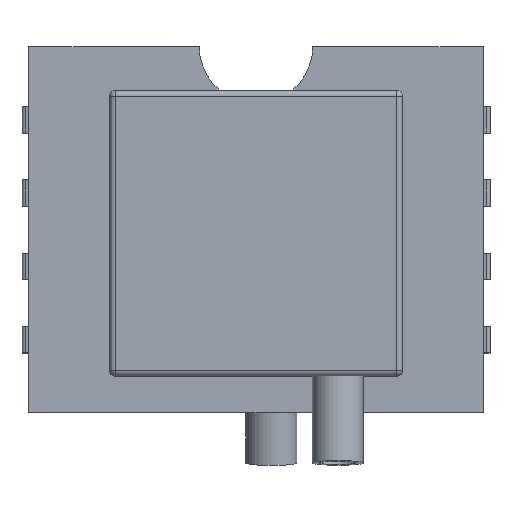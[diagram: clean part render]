
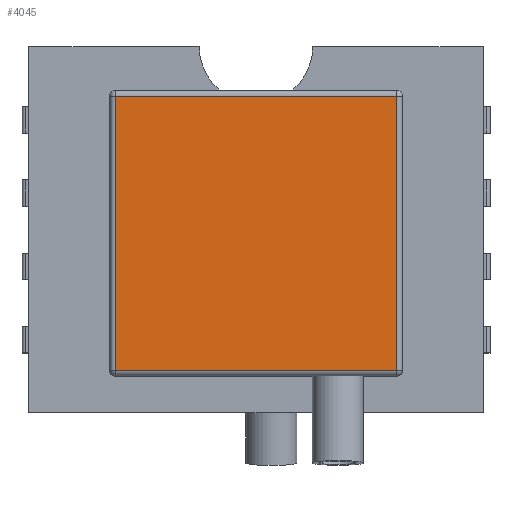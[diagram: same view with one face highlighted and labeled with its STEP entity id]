
A CAD part, top view. The second image highlights one B-rep face of the part: STEP entity #4045.
In plain terms, the highlighted planar face has unit normal (0, 0, 1).
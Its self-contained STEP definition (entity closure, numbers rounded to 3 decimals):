
#4006=CARTESIAN_POINT('',(0.,0.,8.594));
#4007=DIRECTION('',(0.,0.,1.));
#4008=DIRECTION('',(1.,0.,0.));
#4009=AXIS2_PLACEMENT_3D('',#4006,#4007,#4008);
#4010=PLANE('',#4009);
#4011=CARTESIAN_POINT('',(4.882,4.628,8.594));
#4012=VERTEX_POINT('',#4011);
#4013=CARTESIAN_POINT('',(-4.882,4.628,8.594));
#4014=VERTEX_POINT('',#4013);
#4015=CARTESIAN_POINT('',(4.882,4.628,8.594));
#4016=DIRECTION('',(-1.,-0.,0.));
#4017=VECTOR('',#4016,9.763);
#4018=LINE('',#4015,#4017);
#4019=EDGE_CURVE('',#4012,#4014,#4018,.T.);
#4020=ORIENTED_EDGE('',*,*,#4019,.T.);
#4021=CARTESIAN_POINT('',(-4.882,-4.882,8.594));
#4022=VERTEX_POINT('',#4021);
#4023=CARTESIAN_POINT('',(-4.882,4.628,8.594));
#4024=DIRECTION('',(0.,-1.,0.));
#4025=VECTOR('',#4024,9.509);
#4026=LINE('',#4023,#4025);
#4027=EDGE_CURVE('',#4014,#4022,#4026,.T.);
#4028=ORIENTED_EDGE('',*,*,#4027,.T.);
#4029=CARTESIAN_POINT('',(4.882,-4.882,8.594));
#4030=VERTEX_POINT('',#4029);
#4031=CARTESIAN_POINT('',(-4.882,-4.882,8.594));
#4032=DIRECTION('',(1.,0.,-0.));
#4033=VECTOR('',#4032,9.763);
#4034=LINE('',#4031,#4033);
#4035=EDGE_CURVE('',#4022,#4030,#4034,.T.);
#4036=ORIENTED_EDGE('',*,*,#4035,.T.);
#4037=CARTESIAN_POINT('',(4.882,-4.882,8.594));
#4038=DIRECTION('',(0.,1.,0.));
#4039=VECTOR('',#4038,9.509);
#4040=LINE('',#4037,#4039);
#4041=EDGE_CURVE('',#4030,#4012,#4040,.T.);
#4042=ORIENTED_EDGE('',*,*,#4041,.T.);
#4043=EDGE_LOOP('',(#4020,#4028,#4036,#4042));
#4044=FACE_BOUND('',#4043,.T.);
#4045=ADVANCED_FACE('',(#4044),#4010,.T.);
